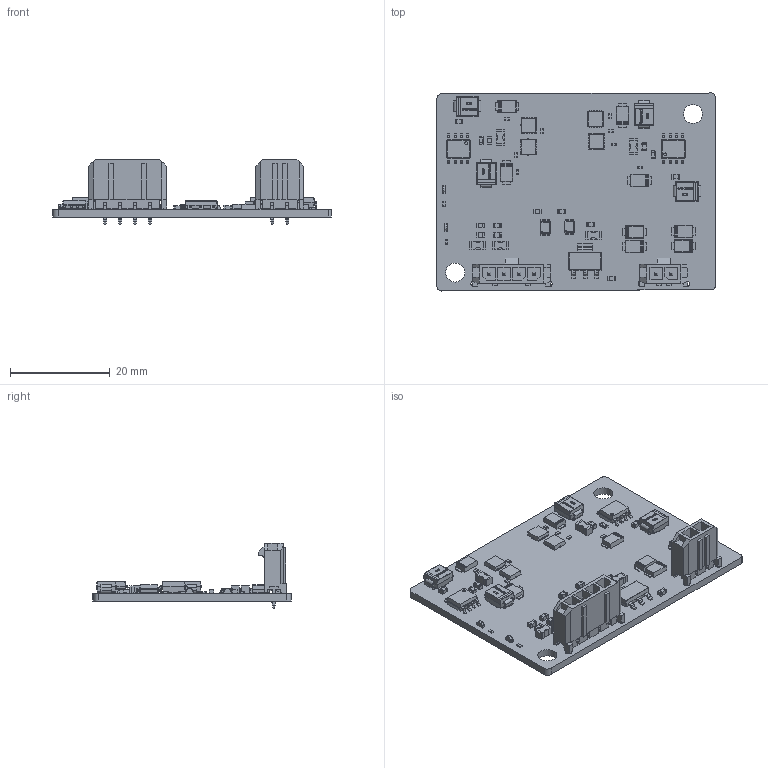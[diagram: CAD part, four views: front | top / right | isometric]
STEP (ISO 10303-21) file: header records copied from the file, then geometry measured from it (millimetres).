
FILE_DESCRIPTION(('Open CASCADE Model'),'2;1');
FILE_NAME('Open CASCADE Shape Model','2022-11-21T22:26:39',('Author'),( 'Open CASCADE'),'Open CASCADE STEP processor 6.8','Open CASCADE 6.8' ,'Unknown');
FILE_SCHEMA(('AUTOMOTIVE_DESIGN { 1 0 10303 214 1 1 1 1 }'));
Length unit declared in the file: millimetre
Products named in the file (74): PCB; Board; Open CASCADE STEP translator 6.8 1.1.1; I2; SN74LVC2G157DCUR; C16; LD033A221JAB2A; X1; 436500415_RGB6710886; Open CASCADE STEP translator 6.8 1.4.1.1; Open CASCADE STEP translator 6.8 1.4.1.2; C17; X2; 436500215_RGB6710886; Open CASCADE STEP translator 6.8 1.6.1.1; Open CASCADE STEP translator 6.8 1.6.1.2; C15; I3; I1; CircuitWorks-SOT-223; C14; C10; GRM31A5C2E272JWA1D; C9; U2; SOIC-8_3.9x4.9mm_P1.27mm; U1; R15; 2176051-4; R14; R10; 1879131-6; R9; R8; R7; R6; R5; R4; R3; R2 ...
Assembly tree (114 placements, depth 4):
  PCB
    Board
      Open CASCADE STEP translator 6.8 1.1.1
    I2
      SN74LVC2G157DCUR
    C16
      LD033A221JAB2A
    X1
      436500415_RGB6710886
        Open CASCADE STEP translator 6.8 1.4.1.1
        Open CASCADE STEP translator 6.8 1.4.1.2
    C17
      LD033A221JAB2A
    X2
      436500215_RGB6710886
        Open CASCADE STEP translator 6.8 1.6.1.1
        Open CASCADE STEP translator 6.8 1.6.1.2
    C15
      LD033A221JAB2A
    I3
      SN74LVC2G157DCUR
    I1
      CircuitWorks-SOT-223
    C14
      LD033A221JAB2A
    C10
      GRM31A5C2E272JWA1D
    C9
      LD033A221JAB2A
    U2
      SOIC-8_3.9x4.9mm_P1.27mm
    U1
      SOIC-8_3.9x4.9mm_P1.27mm
    R15
      2176051-4
    R14
      2176051-4
    R10
      1879131-6
    R9
      1879131-6
    R8
      1879131-6
    R7
      1879131-6
    R6
      1879131-6
    R5
      1879131-6
    R4
      1879131-6
    R3
      1879131-6
    R2
      1879131-6
    R1
      1879131-6
    Q4
      TSON_Advance
    Q3
Bounding box: 55.75 x 39.65 x 13.08 mm (x, y, z)
Volume: 4395.7 mm3; surface area: 7790.1 mm2
Topology: 187 solids, 187 shells, 4258 faces, 10936 edges, 7016 vertices
Faces by surface type: plane 2732, cylinder 1190, bspline 232, sphere 104
Full cylindrical faces by diameter (mm): 0.6 x2, 1.02 x6, 1.27 x4, 3.81 x2
Entity records: 54286 total; most frequent: CARTESIAN_POINT 9955, ORIENTED_EDGE 7520, DIRECTION 6983, EDGE_CURVE 3760, LINE 2925, VECTOR 2925, VERTEX_POINT 2433, AXIS2_PLACEMENT_3D 2029
